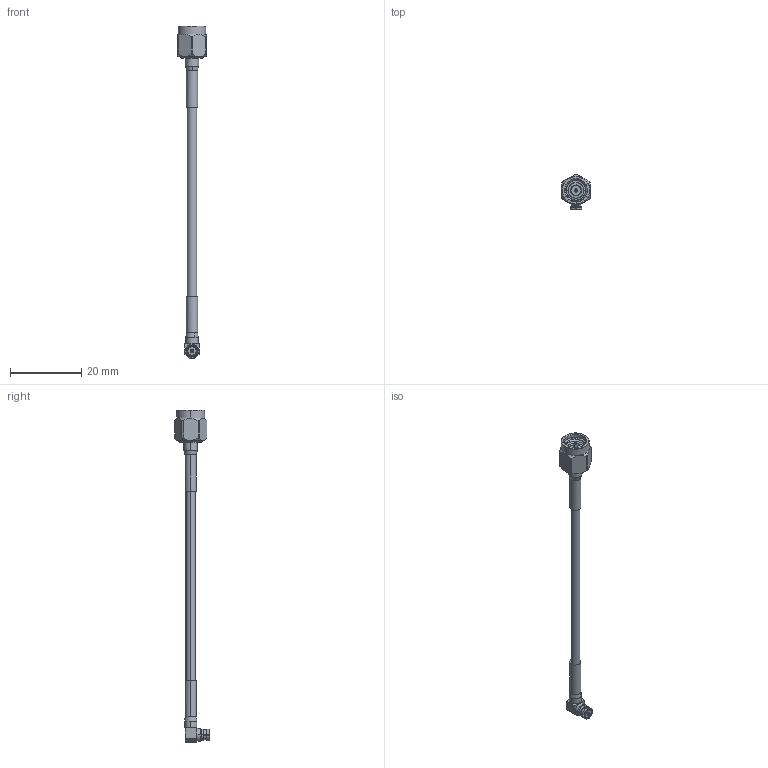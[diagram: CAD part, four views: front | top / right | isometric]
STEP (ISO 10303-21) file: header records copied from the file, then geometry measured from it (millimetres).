
FILE_DESCRIPTION (( 'STEP AP203' ), '1' );
FILE_NAME ('FMC0221085.step', '2018-12-12T15:28:26', ( '' ), ( '' ), 'SwSTEP 2.0', 'SolidWorks 2017', '' );
FILE_SCHEMA (( 'CONFIG_CONTROL_DESIGN' ));
Length unit declared in the file: inch
Products named in the file (5): Coax Cable_FM-F086; HeatShrink^FMC0221085; FMC0221085; SC3020; SC5233
Assembly tree (4 placements, depth 2):
  FMC0221085
    Coax Cable_FM-F086
    SC3020
    SC5233
    HeatShrink^FMC0221085
Bounding box: 8 x 9.78 x 92.94 mm (x, y, z)
Volume: 1037.6 mm3; surface area: 2164.6 mm2
Topology: 13 solids, 13 shells, 255 faces, 633 edges, 407 vertices
Faces by surface type: cylinder 105, plane 87, cone 52, bspline 7, torus 4
Entity records: 9822 total; most frequent: CARTESIAN_POINT 3296, ORIENTED_EDGE 1266, DIRECTION 1264, EDGE_CURVE 633, AXIS2_PLACEMENT_3D 509, VERTEX_POINT 407, EDGE_LOOP 276, ADVANCED_FACE 255
